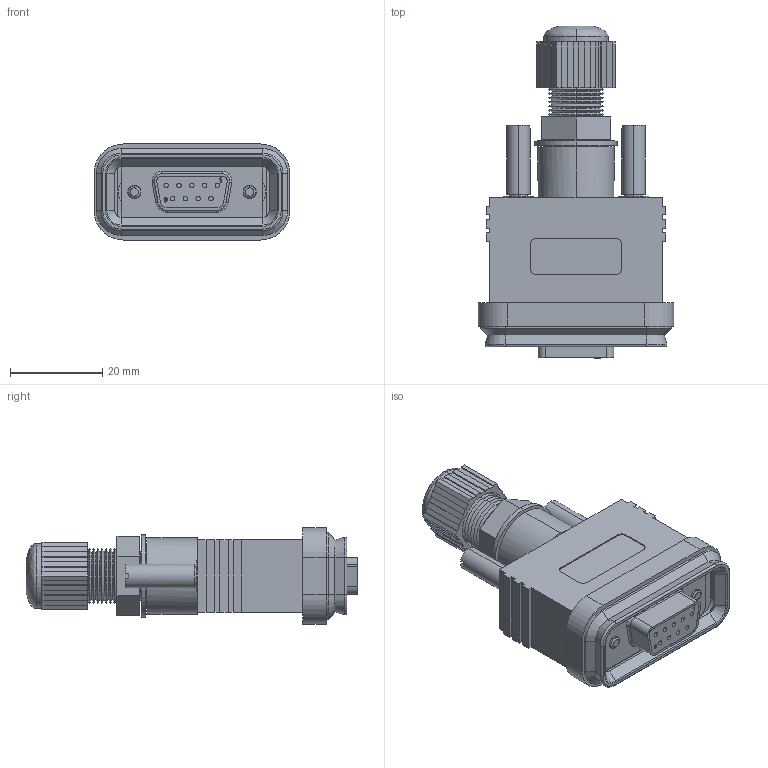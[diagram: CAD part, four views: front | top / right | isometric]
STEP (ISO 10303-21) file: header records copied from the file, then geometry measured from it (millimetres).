
FILE_DESCRIPTION (( 'STEP AP203' ), '1' );
FILE_NAME ('WPDB9S-KIT.STEP', '2006-06-30T19:10:13', ( ' ' ), ( ' ' ), 'SwSTEP 2.0', 'SolidWorks 2005354', '' );
FILE_SCHEMA (( 'CONFIG_CONTROL_DESIGN' ));
Length unit declared in the file: inch
Products named in the file (11): WPDB9S-MA3; SD9S; WPDB9S-KIT; WPDB9S-MA5; WPDB9S-MA4; WPDB9S-MA6; WPDB9S-MA8; WPDB9S-MA7; WPDB9S-MA1; WPDB9S-MA2; WP_D-SUB_9-Pin
Assembly tree (13 placements, depth 2):
  WPDB9S-KIT
    WP_D-SUB_9-Pin
    WPDB9S-MA3  x2
    WPDB9S-MA7
    WPDB9S-MA2  x2
    WPDB9S-MA4
    WPDB9S-MA8
    SD9S
    WPDB9S-MA5
    WPDB9S-MA6
    WPDB9S-MA1  x2
Bounding box: 42.42 x 71.94 x 20.83 mm (x, y, z)
Volume: 15276 mm3; surface area: 19466.1 mm2
Topology: 13 solids, 13 shells, 888 faces, 2040 edges, 1225 vertices
Faces by surface type: plane 363, cylinder 281, cone 192, torus 36, bspline 16
Entity records: 25032 total; most frequent: CARTESIAN_POINT 5306, DIRECTION 4055, ORIENTED_EDGE 3704, EDGE_CURVE 1852, AXIS2_PLACEMENT_3D 1494, VERTEX_POINT 1119, VECTOR 1067, LINE 1067
